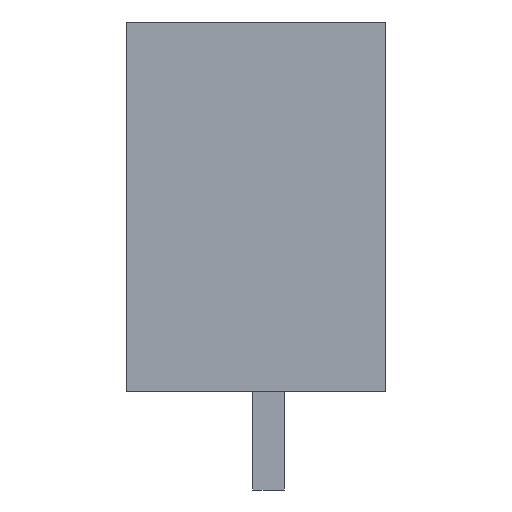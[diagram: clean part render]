
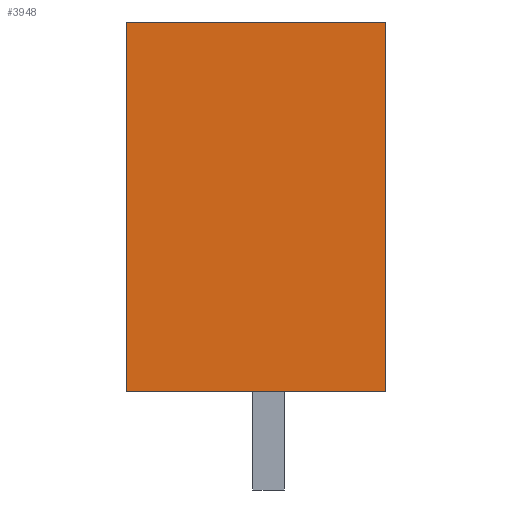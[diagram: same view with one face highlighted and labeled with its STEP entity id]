
A CAD part, left-side view. The second image highlights one B-rep face of the part: STEP entity #3948.
In plain terms, the highlighted planar face has unit normal (-1, 0, 0).
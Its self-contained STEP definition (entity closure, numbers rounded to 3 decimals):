
#3928=AXIS2_PLACEMENT_3D('Plane Axis2P3D',#3925,#3926,#3927) ;
#1219=CARTESIAN_POINT('Vertex',(0.,0.,3.2)) ;
#1222=CARTESIAN_POINT('Line Origine',(0.,4.215,3.2)) ;
#1226=CARTESIAN_POINT('Vertex',(0.,8.43,3.2)) ;
#3761=CARTESIAN_POINT('Line Origine',(0.,0.,9.2)) ;
#3765=CARTESIAN_POINT('Vertex',(0.,0.,15.2)) ;
#3925=CARTESIAN_POINT('Axis2P3D Location',(0.,8.43,15.2)) ;
#3930=CARTESIAN_POINT('Line Origine',(0.,4.215,15.2)) ;
#3934=CARTESIAN_POINT('Vertex',(0.,8.43,15.2)) ;
#3937=CARTESIAN_POINT('Line Origine',(0.,8.43,9.2)) ;
#1223=DIRECTION('Vector Direction',(0.,-1.,0.)) ;
#3762=DIRECTION('Vector Direction',(0.,0.,-1.)) ;
#3926=DIRECTION('Axis2P3D Direction',(-1.,0.,0.)) ;
#3927=DIRECTION('Axis2P3D XDirection',(0.,0.,1.)) ;
#3931=DIRECTION('Vector Direction',(0.,-1.,0.)) ;
#3938=DIRECTION('Vector Direction',(0.,0.,-1.)) ;
#1224=VECTOR('Line Direction',#1223,1.) ;
#3763=VECTOR('Line Direction',#3762,1.) ;
#3932=VECTOR('Line Direction',#3931,1.) ;
#3939=VECTOR('Line Direction',#3938,1.) ;
#3943=ORIENTED_EDGE('',*,*,#3936,.F.) ;
#3944=ORIENTED_EDGE('',*,*,#3941,.T.) ;
#3945=ORIENTED_EDGE('',*,*,#1228,.T.) ;
#3946=ORIENTED_EDGE('',*,*,#3767,.F.) ;
#3948=ADVANCED_FACE('HOUSING',(#3947),#3929,.T.) ;
#1228=EDGE_CURVE('',#1227,#1220,#1225,.T.) ;
#3767=EDGE_CURVE('',#3766,#1220,#3764,.T.) ;
#3936=EDGE_CURVE('',#3935,#3766,#3933,.T.) ;
#3941=EDGE_CURVE('',#3935,#1227,#3940,.T.) ;
#3942=EDGE_LOOP('',(#3943,#3944,#3945,#3946)) ;
#3947=FACE_OUTER_BOUND('',#3942,.T.) ;
#1225=LINE('Line',#1222,#1224) ;
#3764=LINE('Line',#3761,#3763) ;
#3933=LINE('Line',#3930,#3932) ;
#3940=LINE('Line',#3937,#3939) ;
#3929=PLANE('',#3928) ;
#1220=VERTEX_POINT('',#1219) ;
#1227=VERTEX_POINT('',#1226) ;
#3766=VERTEX_POINT('',#3765) ;
#3935=VERTEX_POINT('',#3934) ;
